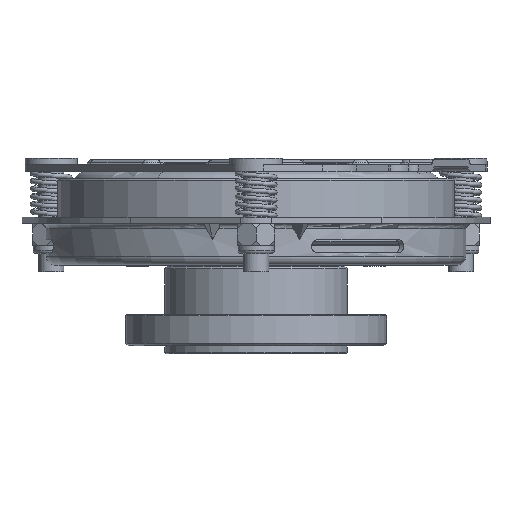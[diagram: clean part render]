
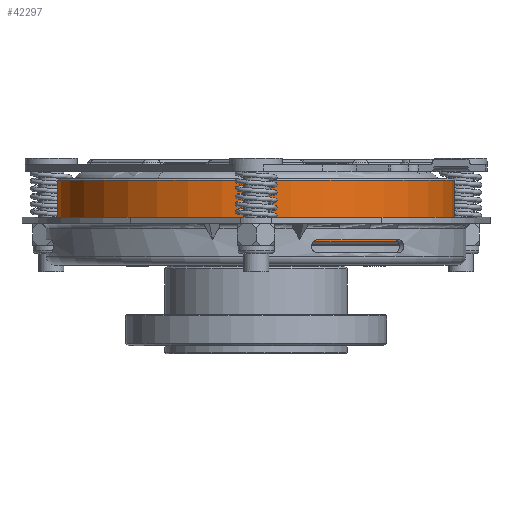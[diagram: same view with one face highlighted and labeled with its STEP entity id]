
A CAD part, front view. The second image highlights one B-rep face of the part: STEP entity #42297.
In plain terms, the highlighted cylindrical face has radius 76 mm (diameter 152 mm), a partial arc.
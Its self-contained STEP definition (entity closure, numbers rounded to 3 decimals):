
#6684 = DIRECTION ( 'NONE',  ( 1., 0., 0. ) ) ;
#6685 = DIRECTION ( 'NONE',  ( 0., 0., -1. ) ) ;
#6686 = CARTESIAN_POINT ( 'NONE',  ( 0., 0., -5.9 ) ) ;
#6687 = AXIS2_PLACEMENT_3D ( 'NONE', #6686, #6685, #6684 ) ;
#6688 = CIRCLE ( 'NONE', #6687, 76. ) ;
#6829 = DIRECTION ( 'NONE',  ( -1., 0., 0. ) ) ;
#6830 = DIRECTION ( 'NONE',  ( 0., 0., 1. ) ) ;
#6831 = CARTESIAN_POINT ( 'NONE',  ( 0., 0., -29.4 ) ) ;
#6832 = AXIS2_PLACEMENT_3D ( 'NONE', #6831, #6830, #6829 ) ;
#6833 = CIRCLE ( 'NONE', #6832, 76. ) ;
#8772 = CYLINDRICAL_SURFACE ( 'NONE', #8822, 76. ) ;
#8787 = FACE_OUTER_BOUND ( 'NONE', #42298, .T. ) ;
#8819 = DIRECTION ( 'NONE',  ( -1., 0., 0. ) ) ;
#8820 = DIRECTION ( 'NONE',  ( 0., 0., -1. ) ) ;
#8821 = CARTESIAN_POINT ( 'NONE',  ( 0., 0., -119.39 ) ) ;
#8822 = AXIS2_PLACEMENT_3D ( 'NONE', #8821, #8820, #8819 ) ;
#29359 = CARTESIAN_POINT ( 'NONE',  ( -76., 0., -29.4 ) ) ;
#29367 = CARTESIAN_POINT ( 'NONE',  ( 76., 0., -29.4 ) ) ;
#29368 = DIRECTION ( 'NONE',  ( 0., 0., -1. ) ) ;
#29370 = VECTOR ( 'NONE', #29368, 1000. ) ;
#29371 = CARTESIAN_POINT ( 'NONE',  ( 76., 0., -119.39 ) ) ;
#29372 = LINE ( 'NONE', #29371, #29370 ) ;
#29374 = CARTESIAN_POINT ( 'NONE',  ( 76., 0., -5.9 ) ) ;
#29375 = CARTESIAN_POINT ( 'NONE',  ( -76., 0., -5.9 ) ) ;
#29776 = DIRECTION ( 'NONE',  ( 0., 0., -1. ) ) ;
#29777 = VECTOR ( 'NONE', #29776, 1000. ) ;
#29778 = CARTESIAN_POINT ( 'NONE',  ( -76., 0., -119.39 ) ) ;
#29780 = LINE ( 'NONE', #29778, #29777 ) ;
#41689 = EDGE_CURVE ( 'NONE', #47839, #47838, #6688, .T. ) ;
#41723 = EDGE_CURVE ( 'NONE', #47845, #47842, #6833, .T. ) ;
#42277 = ORIENTED_EDGE ( 'NONE', *, *, #41723, .T. ) ;
#42297 = ADVANCED_FACE ( 'NONE', ( #8787 ), #8772, .T. ) ;
#42298 = EDGE_LOOP ( 'NONE', ( #42299, #42300, #42301, #42277 ) ) ;
#42299 = ORIENTED_EDGE ( 'NONE', *, *, #47841, .F. ) ;
#42300 = ORIENTED_EDGE ( 'NONE', *, *, #41689, .T. ) ;
#42301 = ORIENTED_EDGE ( 'NONE', *, *, #47897, .T. ) ;
#47838 = VERTEX_POINT ( 'NONE', #29375 ) ;
#47839 = VERTEX_POINT ( 'NONE', #29374 ) ;
#47841 = EDGE_CURVE ( 'NONE', #47839, #47842, #29372, .T. ) ;
#47842 = VERTEX_POINT ( 'NONE', #29367 ) ;
#47845 = VERTEX_POINT ( 'NONE', #29359 ) ;
#47897 = EDGE_CURVE ( 'NONE', #47838, #47845, #29780, .T. ) ;
